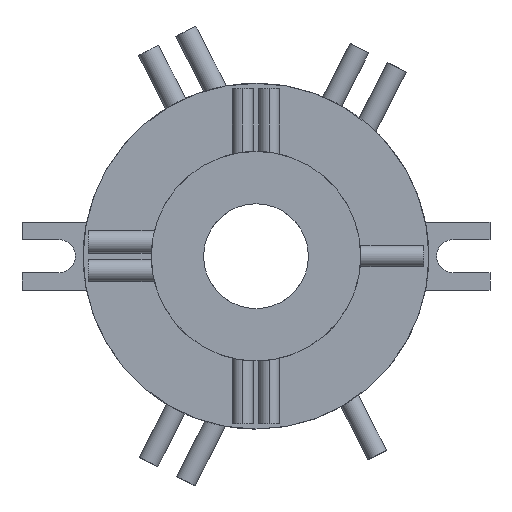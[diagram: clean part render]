
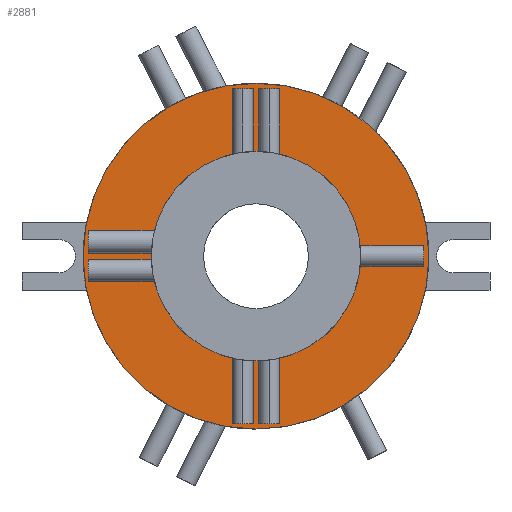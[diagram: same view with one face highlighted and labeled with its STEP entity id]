
A CAD part, left-side view. The second image highlights one B-rep face of the part: STEP entity #2881.
In plain terms, the highlighted planar face has unit normal (-1, 0, 0).
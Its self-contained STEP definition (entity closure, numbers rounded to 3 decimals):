
#217 = CARTESIAN_POINT ( 'NONE',  ( 16., 0., 0. ) ) ;
#500 = CARTESIAN_POINT ( 'NONE',  ( 16., 0., 27. ) ) ;
#507 = DIRECTION ( 'NONE',  ( 1., 0., 0. ) ) ;
#544 = DIRECTION ( 'NONE',  ( 1., 0., 0. ) ) ;
#612 = CARTESIAN_POINT ( 'NONE',  ( 16., 0., -49.5 ) ) ;
#645 = AXIS2_PLACEMENT_3D ( 'NONE', #3545, #947, #3988 ) ;
#659 = DIRECTION ( 'NONE',  ( 0., 0., -1. ) ) ;
#947 = DIRECTION ( 'NONE',  ( 1., 0., 0. ) ) ;
#959 = PLANE ( 'NONE',  #5488 ) ;
#963 = EDGE_LOOP ( 'NONE', ( #2630, #1559 ) ) ;
#1375 = FACE_OUTER_BOUND ( 'NONE', #1878, .T. ) ;
#1537 = CARTESIAN_POINT ( 'NONE',  ( 16., 0., 49.5 ) ) ;
#1557 = EDGE_CURVE ( 'NONE', #5520, #2083, #4411, .T. ) ;
#1559 = ORIENTED_EDGE ( 'NONE', *, *, #1973, .T. ) ;
#1865 = AXIS2_PLACEMENT_3D ( 'NONE', #217, #3257, #659 ) ;
#1878 = EDGE_LOOP ( 'NONE', ( #4727, #3663 ) ) ;
#1973 = EDGE_CURVE ( 'NONE', #2068, #3377, #2242, .T. ) ;
#2068 = VERTEX_POINT ( 'NONE', #2332 ) ;
#2083 = VERTEX_POINT ( 'NONE', #612 ) ;
#2114 = DIRECTION ( 'NONE',  ( 1., 0., 0. ) ) ;
#2242 = CIRCLE ( 'NONE', #645, 27. ) ;
#2263 = CARTESIAN_POINT ( 'NONE',  ( 16., 0., 0. ) ) ;
#2332 = CARTESIAN_POINT ( 'NONE',  ( 16., 0., -27. ) ) ;
#2490 = EDGE_CURVE ( 'NONE', #2083, #5520, #2678, .T. ) ;
#2580 = AXIS2_PLACEMENT_3D ( 'NONE', #3112, #507, #3533 ) ;
#2590 = CIRCLE ( 'NONE', #5157, 27. ) ;
#2630 = ORIENTED_EDGE ( 'NONE', *, *, #4240, .T. ) ;
#2678 = CIRCLE ( 'NONE', #1865, 49.5 ) ;
#2881 = ADVANCED_FACE ( 'NONE', ( #1375, #4969 ), #959, .F. ) ;
#3112 = CARTESIAN_POINT ( 'NONE',  ( 16., 0., 0. ) ) ;
#3257 = DIRECTION ( 'NONE',  ( 1., 0., 0. ) ) ;
#3377 = VERTEX_POINT ( 'NONE', #500 ) ;
#3533 = DIRECTION ( 'NONE',  ( 0., 0., -1. ) ) ;
#3545 = CARTESIAN_POINT ( 'NONE',  ( 16., 0., 0. ) ) ;
#3582 = DIRECTION ( 'NONE',  ( 0., 0., -1. ) ) ;
#3663 = ORIENTED_EDGE ( 'NONE', *, *, #2490, .F. ) ;
#3988 = DIRECTION ( 'NONE',  ( 0., 0., -1. ) ) ;
#4240 = EDGE_CURVE ( 'NONE', #3377, #2068, #2590, .T. ) ;
#4411 = CIRCLE ( 'NONE', #2580, 49.5 ) ;
#4692 = CARTESIAN_POINT ( 'NONE',  ( 16., 0., 0. ) ) ;
#4727 = ORIENTED_EDGE ( 'NONE', *, *, #1557, .F. ) ;
#4969 = FACE_BOUND ( 'NONE', #963, .T. ) ;
#5129 = DIRECTION ( 'NONE',  ( 0., 0., -1. ) ) ;
#5157 = AXIS2_PLACEMENT_3D ( 'NONE', #4692, #2114, #5129 ) ;
#5488 = AXIS2_PLACEMENT_3D ( 'NONE', #2263, #544, #3582 ) ;
#5520 = VERTEX_POINT ( 'NONE', #1537 ) ;
